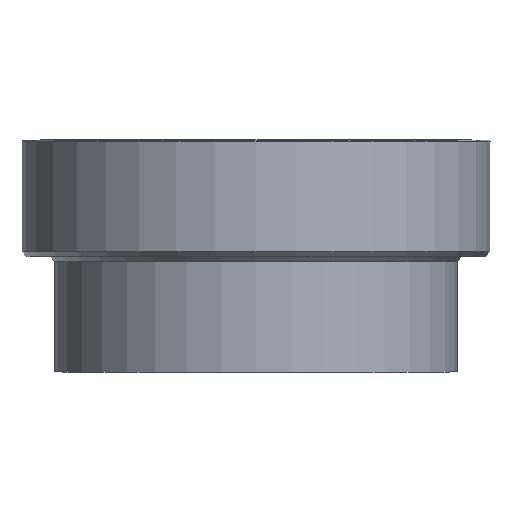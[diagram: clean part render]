
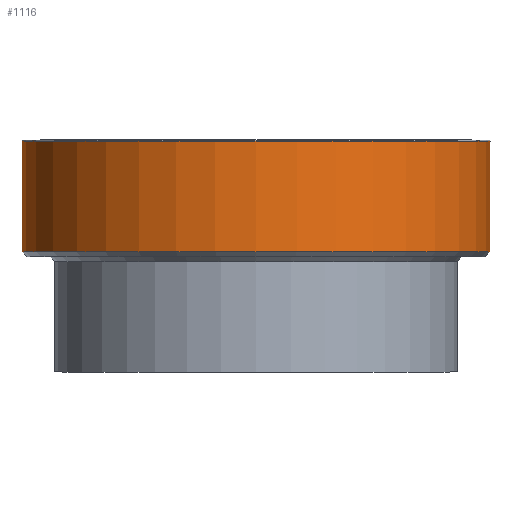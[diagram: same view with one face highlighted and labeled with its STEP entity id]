
A CAD part, front view. The second image highlights one B-rep face of the part: STEP entity #1116.
In plain terms, the highlighted cylindrical face has radius 23.5 mm (diameter 47 mm), a full revolution.
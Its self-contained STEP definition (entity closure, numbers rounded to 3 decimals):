
#99=LINE('',#1606,#207);
#207=VECTOR('',#1306,23.);
#315=CYLINDRICAL_SURFACE('',#1199,23.5);
#324=FACE_OUTER_BOUND('',#390,.T.);
#390=EDGE_LOOP('',(#779,#780,#781,#782));
#463=CIRCLE('',#1196,23.5);
#466=CIRCLE('',#1200,23.5);
#501=VERTEX_POINT('',#1598);
#503=VERTEX_POINT('',#1604);
#607=EDGE_CURVE('',#501,#501,#463,.T.);
#610=EDGE_CURVE('',#503,#503,#466,.T.);
#611=EDGE_CURVE('',#503,#501,#99,.T.);
#779=ORIENTED_EDGE('',*,*,#610,.F.);
#780=ORIENTED_EDGE('',*,*,#611,.T.);
#781=ORIENTED_EDGE('',*,*,#607,.F.);
#782=ORIENTED_EDGE('',*,*,#611,.F.);
#1116=ADVANCED_FACE('',(#324),#315,.T.);
#1196=AXIS2_PLACEMENT_3D('',#1599,#1296,#1297);
#1199=AXIS2_PLACEMENT_3D('',#1603,#1302,#1303);
#1200=AXIS2_PLACEMENT_3D('',#1605,#1304,#1305);
#1296=DIRECTION('center_axis',(0.,0.,
1.));
#1297=DIRECTION('ref_axis',(-1.,0.,0.));
#1302=DIRECTION('center_axis',(0.,0.,
-1.));
#1303=DIRECTION('ref_axis',(-1.,0.,0.));
#1304=DIRECTION('center_axis',(0.,0.,
-1.));
#1305=DIRECTION('ref_axis',(-1.,0.,0.));
#1306=DIRECTION('',(0.,0.,1.));
#1598=CARTESIAN_POINT('',(23.53,-24.652,27.278));
#1599=CARTESIAN_POINT('Origin',(0.03,-24.652,27.278));
#1603=CARTESIAN_POINT('Origin',(0.03,-24.652,27.378));
#1604=CARTESIAN_POINT('',(23.53,-24.647,16.179));
#1605=CARTESIAN_POINT('Origin',(0.03,-24.647,16.179));
#1606=CARTESIAN_POINT('',(23.53,-24.652,27.378));
